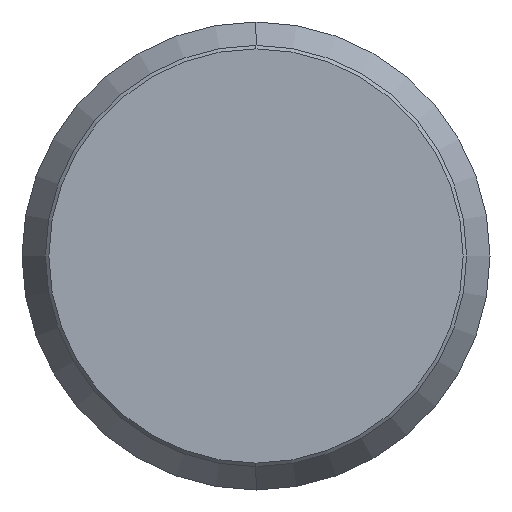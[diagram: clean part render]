
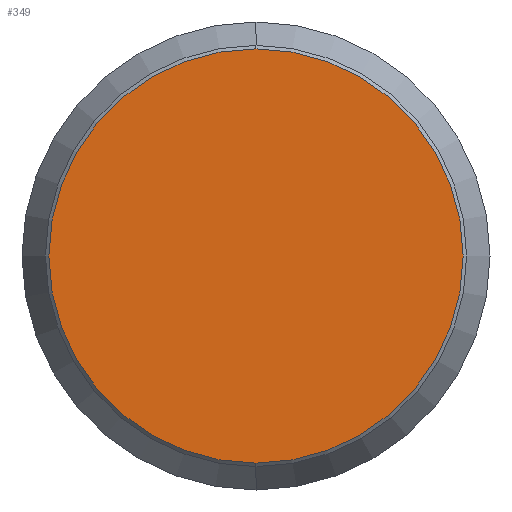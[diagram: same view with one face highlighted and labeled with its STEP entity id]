
A CAD part, left-side view. The second image highlights one B-rep face of the part: STEP entity #349.
In plain terms, the highlighted planar face has unit normal (-1, 0, 0).
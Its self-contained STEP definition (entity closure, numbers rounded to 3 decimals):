
#21 = ORIENTED_EDGE ( 'NONE', *, *, #455, .T. ) ;
#35 = AXIS2_PLACEMENT_3D ( 'NONE', #327, #295, #141 ) ;
#50 = CIRCLE ( 'NONE', #35, 17.7 ) ;
#57 = PLANE ( 'NONE',  #235 ) ;
#87 = ORIENTED_EDGE ( 'NONE', *, *, #275, .T. ) ;
#97 = FACE_OUTER_BOUND ( 'NONE', #437, .T. ) ;
#99 = VERTEX_POINT ( 'NONE', #202 ) ;
#109 = CIRCLE ( 'NONE', #208, 17.7 ) ;
#116 = VERTEX_POINT ( 'NONE', #313 ) ;
#129 = CARTESIAN_POINT ( 'NONE',  ( 0., 0., 0. ) ) ;
#141 = DIRECTION ( 'NONE',  ( 0., 0., 1. ) ) ;
#202 = CARTESIAN_POINT ( 'NONE',  ( 0., 0., 17.7 ) ) ;
#208 = AXIS2_PLACEMENT_3D ( 'NONE', #318, #447, #246 ) ;
#235 = AXIS2_PLACEMENT_3D ( 'NONE', #129, #288, #450 ) ;
#246 = DIRECTION ( 'NONE',  ( 0., 0., 1. ) ) ;
#275 = EDGE_CURVE ( 'NONE', #116, #99, #109, .T. ) ;
#288 = DIRECTION ( 'NONE',  ( 1., 0., 0. ) ) ;
#295 = DIRECTION ( 'NONE',  ( -1., 0., 0. ) ) ;
#313 = CARTESIAN_POINT ( 'NONE',  ( 0., 0., -17.7 ) ) ;
#318 = CARTESIAN_POINT ( 'NONE',  ( 0., 0., 0. ) ) ;
#327 = CARTESIAN_POINT ( 'NONE',  ( 0., 0., 0. ) ) ;
#349 = ADVANCED_FACE ( 'NONE', ( #97 ), #57, .F. ) ;
#437 = EDGE_LOOP ( 'NONE', ( #87, #21 ) ) ;
#447 = DIRECTION ( 'NONE',  ( -1., 0., 0. ) ) ;
#450 = DIRECTION ( 'NONE',  ( 0., 0., -1. ) ) ;
#455 = EDGE_CURVE ( 'NONE', #99, #116, #50, .T. ) ;
